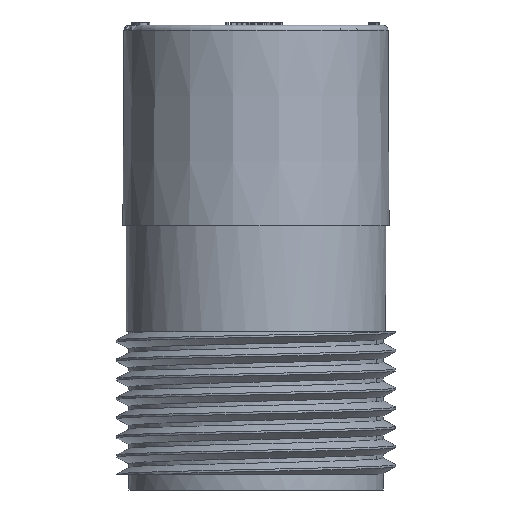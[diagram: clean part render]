
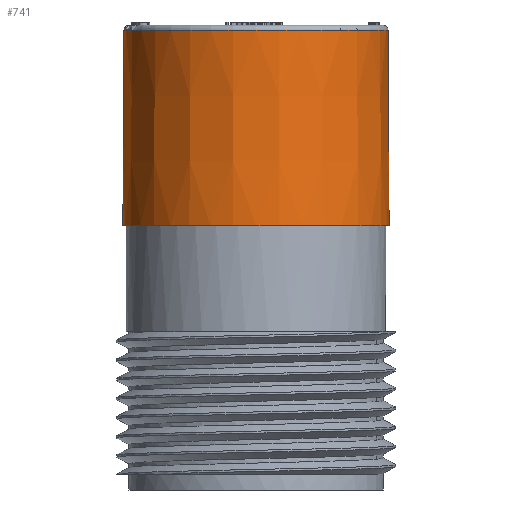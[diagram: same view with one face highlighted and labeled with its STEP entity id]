
A CAD part, front view. The second image highlights one B-rep face of the part: STEP entity #741.
In plain terms, the highlighted conical face has half-angle 0.302 degrees and reference radius 12.5 mm.
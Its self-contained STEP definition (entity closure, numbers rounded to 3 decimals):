
#118=CONICAL_SURFACE('',#11457,12.5,0.302);
#741=ADVANCED_FACE('',(#3174,#3175),#118,.T.);
#3120=CIRCLE('',#11455,12.503);
#3121=CIRCLE('',#11456,12.6);
#3174=FACE_BOUND('',#3250,.T.);
#3175=FACE_BOUND('',#3251,.T.);
#3250=EDGE_LOOP('',(#4360));
#3251=EDGE_LOOP('',(#4361));
#4360=ORIENTED_EDGE('',*,*,#8968,.T.);
#4361=ORIENTED_EDGE('',*,*,#8969,.T.);
#7803=VERTEX_POINT('',#18333);
#7804=VERTEX_POINT('',#18335);
#8968=EDGE_CURVE('',#7803,#7803,#3120,.T.);
#8969=EDGE_CURVE('',#7804,#7804,#3121,.T.);
#11455=AXIS2_PLACEMENT_3D('',#18332,#12072,#12073);
#11456=AXIS2_PLACEMENT_3D('',#18334,#12074,#12075);
#11457=AXIS2_PLACEMENT_3D('',#18336,#12076,#12077);
#12072=DIRECTION('',(0.,0.,-1.));
#12073=DIRECTION('',(1.,0.,0.));
#12074=DIRECTION('',(0.,0.,1.));
#12075=DIRECTION('',(-1.,0.,0.));
#12076=DIRECTION('',(0.,0.,-1.));
#12077=DIRECTION('',(-1.,0.,0.));
#18332=CARTESIAN_POINT('',(0.,43.5,45.507));
#18333=CARTESIAN_POINT('',(12.503,43.5,45.507));
#18334=CARTESIAN_POINT('',(0.,43.5,27.004));
#18335=CARTESIAN_POINT('',(-12.6,43.5,27.004));
#18336=CARTESIAN_POINT('',(0.,43.5,46.004));
